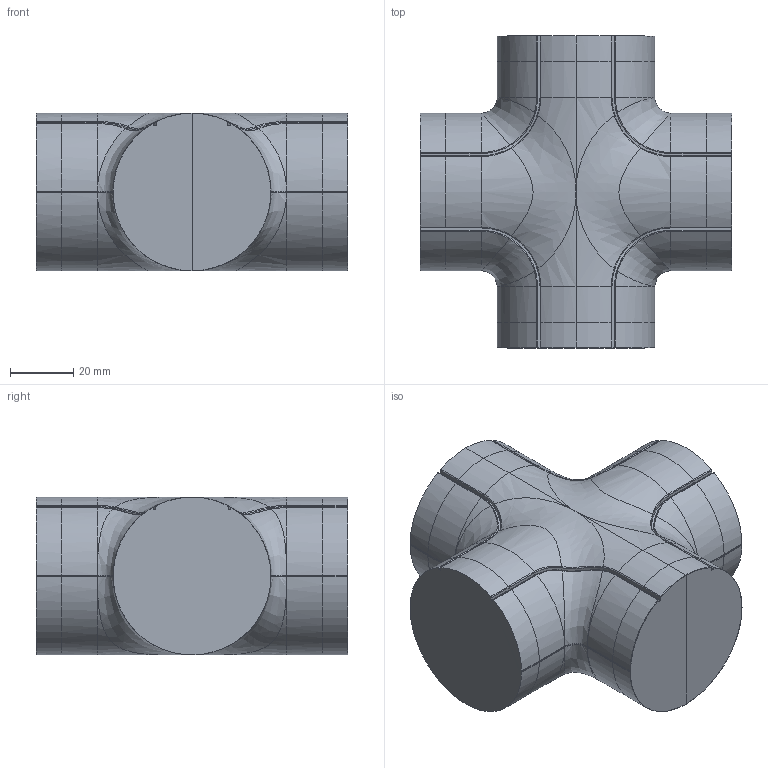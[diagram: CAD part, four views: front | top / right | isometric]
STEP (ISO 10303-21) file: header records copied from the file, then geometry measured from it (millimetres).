
FILE_DESCRIPTION(/* description */ (''),/* implementation_level */ '2;1');
FILE_NAME(/* name */ 'Giunto X',/* time_stamp */ '2022-06-27T16:13:16+02:00',/* author */ (''),/* organization */ (''),/* preprocessor_version */ 'ST-DEVELOPER v16.5',/* originating_system */ 'Rhino 7.17',/* authorisation */ '');
FILE_SCHEMA (('CONFIG_CONTROL_DESIGN'));
Length unit declared in the file: millimetre
Products named in the file (1): Document
Bounding box: 98.82 x 98.86 x 50.01 mm (x, y, z)
Volume: 305690 mm3; surface area: 28984.7 mm2
Topology: 1 solids, 1 shells, 236 faces, 524 edges, 290 vertices
Faces by surface type: bspline 136, plane 64, cylinder 36
Entity records: 15887 total; most frequent: CARTESIAN_POINT 12532, ORIENTED_EDGE 1048, EDGE_CURVE 524, B_SPLINE_CURVE_WITH_KNOTS 302, VERTEX_POINT 290, ADVANCED_FACE 236, FACE_OUTER_BOUND 236, EDGE_LOOP 236
